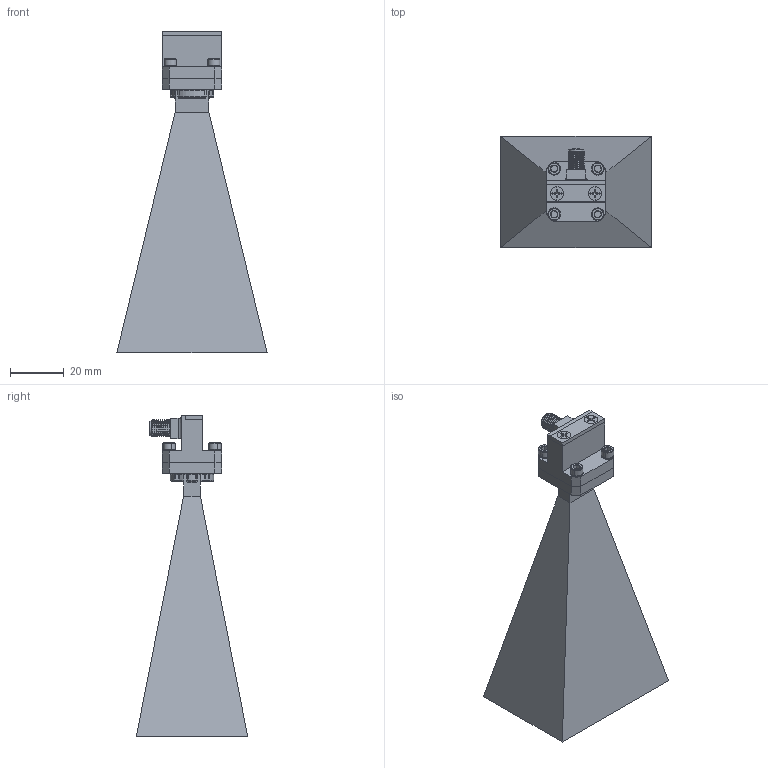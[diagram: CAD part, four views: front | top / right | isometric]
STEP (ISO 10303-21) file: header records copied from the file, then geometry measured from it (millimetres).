
FILE_DESCRIPTION (( 'STEP AP214' ), '1' );
FILE_NAME ('PE9852-2F-20.STEP', '2017-06-15T17:44:55', ( '' ), ( '' ), 'SwSTEP 2.0', 'SolidWorks 2014', '' );
FILE_SCHEMA (( 'AUTOMOTIVE_DESIGN' ));
Length unit declared in the file: inch
Products named in the file (4): PE9852-2F-20; PE9812; Copy of 4-40 Hex^PE9852-2F-20; PE9852-20
Assembly tree (6 placements, depth 2):
  PE9852-2F-20
    PE9852-20
    PE9812
    Copy of 4-40 Hex^PE9852-2F-20  x4
Bounding box: 56.08 x 41.61 x 119.86 mm (x, y, z)
Volume: 16798.7 mm3; surface area: 27344.2 mm2
Topology: 9 solids, 9 shells, 775 faces, 2036 edges, 1287 vertices
Faces by surface type: cylinder 411, plane 184, cone 96, bspline 53, torus 19, sphere 12
Entity records: 30263 total; most frequent: CARTESIAN_POINT 17930, ORIENTED_EDGE 2702, DIRECTION 2200, EDGE_CURVE 1351, VERTEX_POINT 858, AXIS2_PLACEMENT_3D 809, LINE 582, VECTOR 582
